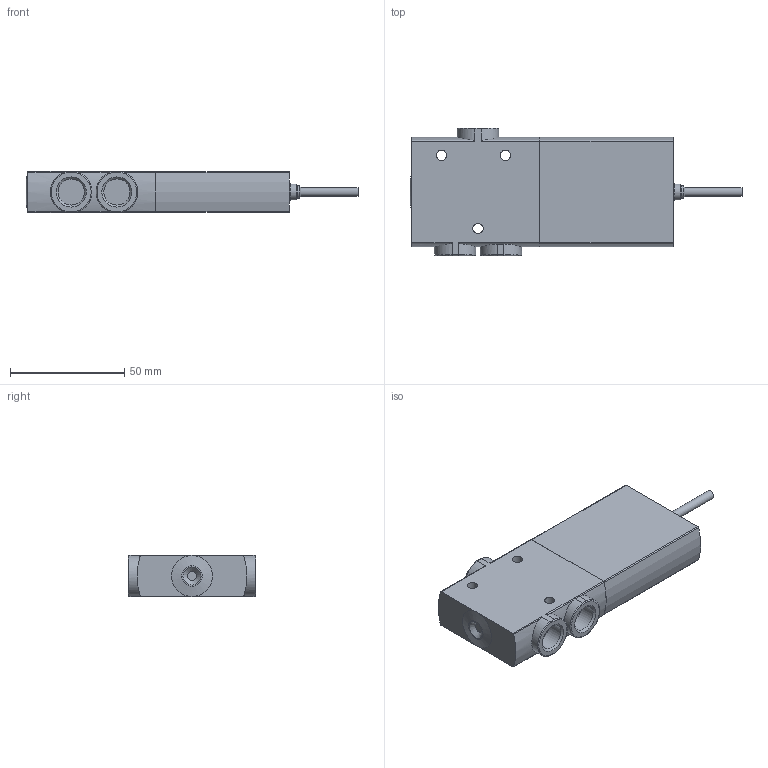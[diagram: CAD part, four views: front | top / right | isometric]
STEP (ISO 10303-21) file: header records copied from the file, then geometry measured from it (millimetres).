
FILE_DESCRIPTION(/* description */ ('STEP AP214'),/* implementation_level */ '2;1');
FILE_NAME(/* name */ '525189_MHE4-MS1H-3_2G-1_4-K',/* time_stamp */ '2024-09-05T14:22:32+02:00',/* author */ ('License CC BY-ND 4.0'),/* organization */ ('CADENAS'),/* preprocessor_version */ 'ST-DEVELOPER v19.3',/* originating_system */ 'PARTsolutions',/* authorisation */ ' ');
FILE_SCHEMA (('AUTOMOTIVE_DESIGN {1 0 10303 214 3 1 1}'));
Length unit declared in the file: millimetre
Products named in the file (1): 525189 MHE4-MS1H-3/2G-1/4-K
Bounding box: 145.4 x 56 x 18 mm (x, y, z)
Volume: 96900 mm3; surface area: 18888.5 mm2
Topology: 1 solids, 2 shells, 78 faces, 179 edges, 113 vertices
Faces by surface type: cylinder 40, plane 24, torus 8, cone 6
Full cylindrical faces by diameter (mm): 2.013 x1, 3.9 x1, 4.5 x3, 5.4 x1, 7 x1, 11.445 x3
Entity records: 2752 total; most frequent: CARTESIAN_POINT 485, DIRECTION 360, ORIENTED_EDGE 316, EDGE_CURVE 158, AXIS2_PLACEMENT_3D 149, VERTEX_POINT 110, EDGE_LOOP 110, FACE_BOUND 110
